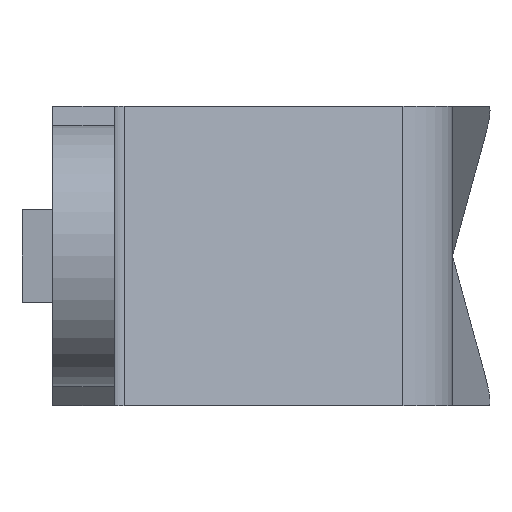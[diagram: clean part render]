
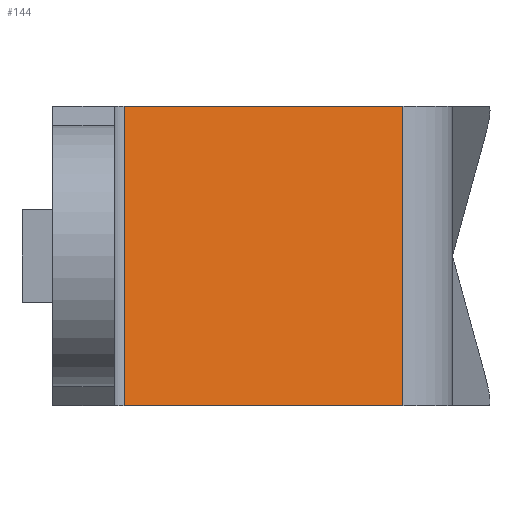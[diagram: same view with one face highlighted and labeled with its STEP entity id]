
A CAD part, left-side view. The second image highlights one B-rep face of the part: STEP entity #144.
In plain terms, the highlighted planar face has unit normal (-0.935, -0.355, 0).
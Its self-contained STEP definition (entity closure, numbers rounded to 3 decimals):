
#144 = ADVANCED_FACE( '', ( #289 ), #290, .F. );
#289 = FACE_OUTER_BOUND( '', #430, .T. );
#290 = PLANE( '', #431 );
#430 = EDGE_LOOP( '', ( #739, #740, #741, #742 ) );
#431 = AXIS2_PLACEMENT_3D( '', #743, #744, #745 );
#739 = ORIENTED_EDGE( '', *, *, #935, .T. );
#740 = ORIENTED_EDGE( '', *, *, #888, .T. );
#741 = ORIENTED_EDGE( '', *, *, #982, .F. );
#742 = ORIENTED_EDGE( '', *, *, #983, .T. );
#743 = CARTESIAN_POINT( '', ( 14.386, -0.645, 10. ) );
#744 = DIRECTION( '', ( 0.935, 0.355, 0. ) );
#745 = DIRECTION( '', ( -0.355, 0.935, 0. ) );
#888 = EDGE_CURVE( '', #1065, #1063, #1066, .T. );
#935 = EDGE_CURVE( '', #1141, #1065, #1142, .T. );
#982 = EDGE_CURVE( '', #1202, #1063, #1203, .T. );
#983 = EDGE_CURVE( '', #1202, #1141, #1204, .T. );
#1063 = VERTEX_POINT( '', #1305 );
#1065 = VERTEX_POINT( '', #1307 );
#1066 = LINE( '', #1308, #1309 );
#1141 = VERTEX_POINT( '', #1416 );
#1142 = LINE( '', #1417, #1418 );
#1202 = VERTEX_POINT( '', #1504 );
#1203 = LINE( '', #1505, #1506 );
#1204 = LINE( '', #1507, #1508 );
#1305 = CARTESIAN_POINT( '', ( 21.273, -18.776, -9.75 ) );
#1307 = CARTESIAN_POINT( '', ( 14.386, -0.645, -9.75 ) );
#1308 = CARTESIAN_POINT( '', ( 14.386, -0.645, -9.75 ) );
#1309 = VECTOR( '', #1582, 1000. );
#1416 = CARTESIAN_POINT( '', ( 14.386, -0.645, 9.75 ) );
#1417 = CARTESIAN_POINT( '', ( 14.386, -0.645, 10. ) );
#1418 = VECTOR( '', #1630, 1000. );
#1504 = CARTESIAN_POINT( '', ( 21.273, -18.776, 9.75 ) );
#1505 = CARTESIAN_POINT( '', ( 21.273, -18.776, 10. ) );
#1506 = VECTOR( '', #1678, 1000. );
#1507 = CARTESIAN_POINT( '', ( 14.386, -0.645, 9.75 ) );
#1508 = VECTOR( '', #1679, 1000. );
#1582 = DIRECTION( '', ( 0.355, -0.935, 0. ) );
#1630 = DIRECTION( '', ( 0., 0., -1. ) );
#1678 = DIRECTION( '', ( 0., 0., -1. ) );
#1679 = DIRECTION( '', ( -0.355, 0.935, 0. ) );
